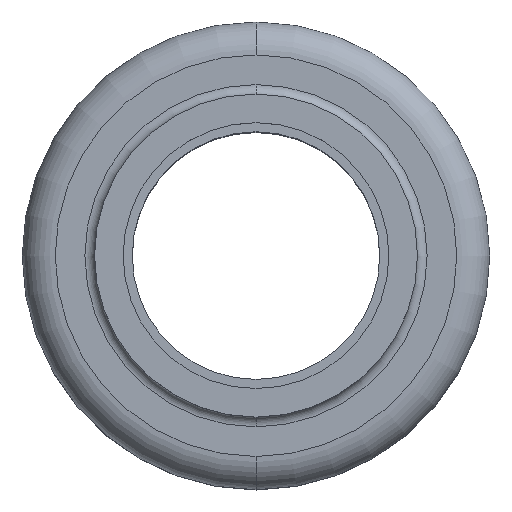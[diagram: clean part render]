
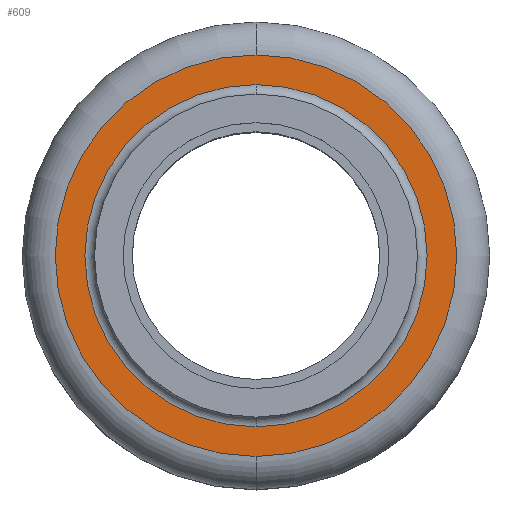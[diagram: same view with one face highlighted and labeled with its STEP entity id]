
A CAD part, top view. The second image highlights one B-rep face of the part: STEP entity #609.
In plain terms, the highlighted planar face has unit normal (0, 0, 1).
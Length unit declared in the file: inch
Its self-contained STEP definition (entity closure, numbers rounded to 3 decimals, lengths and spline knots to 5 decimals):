
#222 = CIRCLE ( 'NONE', #1442, 0.54459 ) ;
#277 = FACE_BOUND ( 'NONE', #1452, .T. ) ;
#288 = DIRECTION ( 'NONE',  ( 0., -1., 0. ) ) ;
#294 = CARTESIAN_POINT ( 'NONE',  ( 0., 0., 0.527 ) ) ;
#333 = ORIENTED_EDGE ( 'NONE', *, *, #2220, .T. ) ;
#347 = DIRECTION ( 'NONE',  ( 0., 0., 1. ) ) ;
#474 = CARTESIAN_POINT ( 'NONE',  ( 0., -0.54459, 0.527 ) ) ;
#507 = ORIENTED_EDGE ( 'NONE', *, *, #519, .F. ) ;
#519 = EDGE_CURVE ( 'NONE', #1186, #2618, #1509, .T. ) ;
#556 = AXIS2_PLACEMENT_3D ( 'NONE', #770, #1549, #3937 ) ;
#609 = ADVANCED_FACE ( 'NONE', ( #277, #1952 ), #3012, .F. ) ;
#770 = CARTESIAN_POINT ( 'NONE',  ( 0., 0.54459, 0.527 ) ) ;
#798 = DIRECTION ( 'NONE',  ( 0., 0., 1. ) ) ;
#918 = ORIENTED_EDGE ( 'NONE', *, *, #3022, .F. ) ;
#1088 = DIRECTION ( 'NONE',  ( 0., -1., 0. ) ) ;
#1186 = VERTEX_POINT ( 'NONE', #1353 ) ;
#1248 = CIRCLE ( 'NONE', #3730, 0.639 ) ;
#1353 = CARTESIAN_POINT ( 'NONE',  ( 0., 0.54459, 0.527 ) ) ;
#1442 = AXIS2_PLACEMENT_3D ( 'NONE', #2322, #3286, #2210 ) ;
#1452 = EDGE_LOOP ( 'NONE', ( #918, #507 ) ) ;
#1509 = CIRCLE ( 'NONE', #3494, 0.54459 ) ;
#1549 = DIRECTION ( 'NONE',  ( 0., 0., -1. ) ) ;
#1600 = VERTEX_POINT ( 'NONE', #3409 ) ;
#1952 = FACE_OUTER_BOUND ( 'NONE', #2534, .T. ) ;
#2159 = CARTESIAN_POINT ( 'NONE',  ( 0., 0., 0.527 ) ) ;
#2210 = DIRECTION ( 'NONE',  ( 0., -1., 0. ) ) ;
#2220 = EDGE_CURVE ( 'NONE', #1600, #2587, #2847, .T. ) ;
#2322 = CARTESIAN_POINT ( 'NONE',  ( 0., 0., 0.527 ) ) ;
#2534 = EDGE_LOOP ( 'NONE', ( #333, #3887 ) ) ;
#2587 = VERTEX_POINT ( 'NONE', #3821 ) ;
#2618 = VERTEX_POINT ( 'NONE', #474 ) ;
#2847 = CIRCLE ( 'NONE', #2911, 0.639 ) ;
#2911 = AXIS2_PLACEMENT_3D ( 'NONE', #3825, #3858, #3810 ) ;
#3012 = PLANE ( 'NONE',  #556 ) ;
#3022 = EDGE_CURVE ( 'NONE', #2618, #1186, #222, .T. ) ;
#3286 = DIRECTION ( 'NONE',  ( 0., 0., 1. ) ) ;
#3409 = CARTESIAN_POINT ( 'NONE',  ( 0., -0.639, 0.527 ) ) ;
#3494 = AXIS2_PLACEMENT_3D ( 'NONE', #294, #347, #288 ) ;
#3730 = AXIS2_PLACEMENT_3D ( 'NONE', #2159, #798, #1088 ) ;
#3810 = DIRECTION ( 'NONE',  ( 0., -1., 0. ) ) ;
#3821 = CARTESIAN_POINT ( 'NONE',  ( 0., 0.639, 0.527 ) ) ;
#3825 = CARTESIAN_POINT ( 'NONE',  ( 0., 0., 0.527 ) ) ;
#3858 = DIRECTION ( 'NONE',  ( 0., 0., 1. ) ) ;
#3887 = ORIENTED_EDGE ( 'NONE', *, *, #3953, .T. ) ;
#3937 = DIRECTION ( 'NONE',  ( 0., 1., 0. ) ) ;
#3953 = EDGE_CURVE ( 'NONE', #2587, #1600, #1248, .T. ) ;
